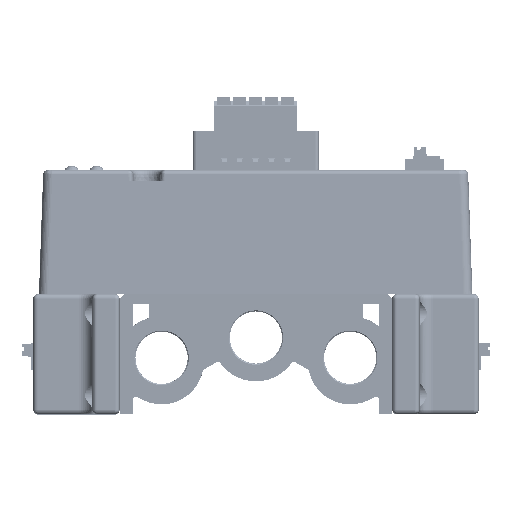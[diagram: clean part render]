
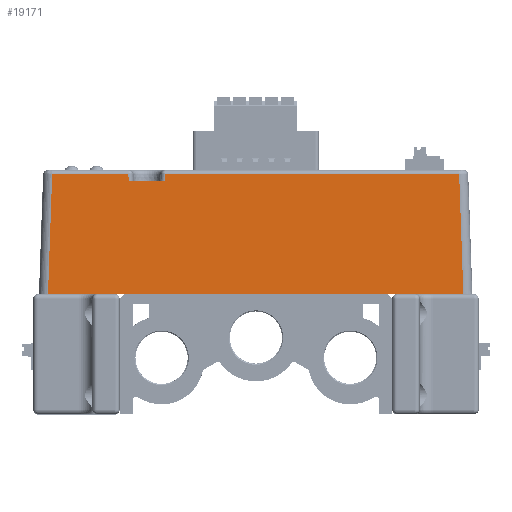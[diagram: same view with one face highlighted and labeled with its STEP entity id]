
A CAD part, front view. The second image highlights one B-rep face of the part: STEP entity #19171.
In plain terms, the highlighted planar face has unit normal (0, -0.999, 0.035).
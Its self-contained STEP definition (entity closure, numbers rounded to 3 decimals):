
#7233=FACE_OUTER_BOUND('',#40401,.T.);
#19171=ADVANCED_FACE('',(#7233),#28923,.T.);
#28923=PLANE('',#215390);
#40401=EDGE_LOOP('',(#73258,#73259,#73260,#73261,#73262,#73263,#73264,#73265,
#73266,#73267));
#73258=ORIENTED_EDGE('',*,*,#143004,.T.);
#73259=ORIENTED_EDGE('',*,*,#143065,.T.);
#73260=ORIENTED_EDGE('',*,*,#143066,.F.);
#73261=ORIENTED_EDGE('',*,*,#143067,.T.);
#73262=ORIENTED_EDGE('',*,*,#143068,.T.);
#73263=ORIENTED_EDGE('',*,*,#143069,.T.);
#73264=ORIENTED_EDGE('',*,*,#143070,.T.);
#73265=ORIENTED_EDGE('',*,*,#142772,.T.);
#73266=ORIENTED_EDGE('',*,*,#133115,.T.);
#73267=ORIENTED_EDGE('',*,*,#143071,.T.);
#112916=VERTEX_POINT('',#287036);
#112917=VERTEX_POINT('',#287038);
#119286=VERTEX_POINT('',#310092);
#119512=VERTEX_POINT('',#310594);
#119513=VERTEX_POINT('',#310596);
#119556=VERTEX_POINT('',#310731);
#119557=VERTEX_POINT('',#310733);
#119558=VERTEX_POINT('',#310735);
#119559=VERTEX_POINT('',#310737);
#119560=VERTEX_POINT('',#310739);
#133115=EDGE_CURVE('',#112917,#112916,#162768,.T.);
#142772=EDGE_CURVE('',#119286,#112917,#170584,.T.);
#143004=EDGE_CURVE('',#119513,#119512,#170753,.T.);
#143065=EDGE_CURVE('',#119512,#119556,#170793,.T.);
#143066=EDGE_CURVE('',#119557,#119556,#170794,.T.);
#143067=EDGE_CURVE('',#119557,#119558,#170795,.T.);
#143068=EDGE_CURVE('',#119558,#119559,#170796,.T.);
#143069=EDGE_CURVE('',#119559,#119560,#170797,.T.);
#143070=EDGE_CURVE('',#119560,#119286,#170798,.T.);
#143071=EDGE_CURVE('',#112916,#119513,#170799,.T.);
#162768=LINE('',#287037,#186253);
#170584=LINE('',#310091,#194069);
#170753=LINE('',#310595,#194238);
#170793=LINE('',#310730,#194278);
#170794=LINE('',#310732,#194279);
#170795=LINE('',#310734,#194280);
#170796=LINE('',#310736,#194281);
#170797=LINE('',#310738,#194282);
#170798=LINE('',#310740,#194283);
#170799=LINE('',#310741,#194284);
#186253=VECTOR('',#226806,1.);
#194069=VECTOR('',#244344,1.);
#194238=VECTOR('',#244661,1.);
#194278=VECTOR('',#244781,1.);
#194279=VECTOR('',#244782,1.);
#194280=VECTOR('',#244783,1.);
#194281=VECTOR('',#244784,1.);
#194282=VECTOR('',#244785,1.);
#194283=VECTOR('',#244786,1.);
#194284=VECTOR('',#244787,1.);
#215390=AXIS2_PLACEMENT_3D('',#310742,#244788,#244789);
#226806=DIRECTION('',(1.,0.,0.));
#244344=DIRECTION('',(1.,0.,0.));
#244661=DIRECTION('',(-1.,0.,0.));
#244781=DIRECTION('',(-0.044,-0.035,-0.998));
#244782=DIRECTION('',(1.,0.,0.));
#244783=DIRECTION('',(-0.044,0.035,0.998));
#244784=DIRECTION('',(-1.,0.,0.));
#244785=DIRECTION('',(-0.035,-0.035,-0.999));
#244786=DIRECTION('',(1.,0.,0.));
#244787=DIRECTION('',(-0.035,0.035,0.999));
#244788=DIRECTION('',(0.,-0.999,0.035));
#244789=DIRECTION('',(0.,-0.035,-0.999));
#287036=CARTESIAN_POINT('',(295.687,-1316.826,-0.1));
#287037=CARTESIAN_POINT('',(280.05,-1316.826,-0.1));
#287038=CARTESIAN_POINT('',(281.05,-1316.826,-0.1));
#310091=CARTESIAN_POINT('',(280.05,-1316.826,-0.1));
#310092=CARTESIAN_POINT('',(219.05,-1316.826,-0.1));
#310594=CARTESIAN_POINT('',(230.108,-1315.907,26.235));
#310595=CARTESIAN_POINT('',(229.05,-1315.907,26.235));
#310596=CARTESIAN_POINT('',(294.767,-1315.907,26.235));
#310730=CARTESIAN_POINT('',(230.048,-1315.955,24.856));
#310731=CARTESIAN_POINT('',(230.049,-1315.953,24.9));
#310732=CARTESIAN_POINT('',(226.05,-1315.953,24.9));
#310733=CARTESIAN_POINT('',(222.051,-1315.953,24.9));
#310734=CARTESIAN_POINT('',(221.994,-1315.908,26.191));
#310735=CARTESIAN_POINT('',(221.992,-1315.907,26.235));
#310736=CARTESIAN_POINT('',(205.266,-1315.907,26.235));
#310737=CARTESIAN_POINT('',(205.233,-1315.907,26.235));
#310738=CARTESIAN_POINT('',(204.056,-1317.083,-7.463));
#310739=CARTESIAN_POINT('',(204.313,-1316.826,-0.1));
#310740=CARTESIAN_POINT('',(280.05,-1316.826,-0.1));
#310741=CARTESIAN_POINT('',(295.944,-1317.083,-7.463));
#310742=CARTESIAN_POINT('',(250.,-1317.141,-9.1));
